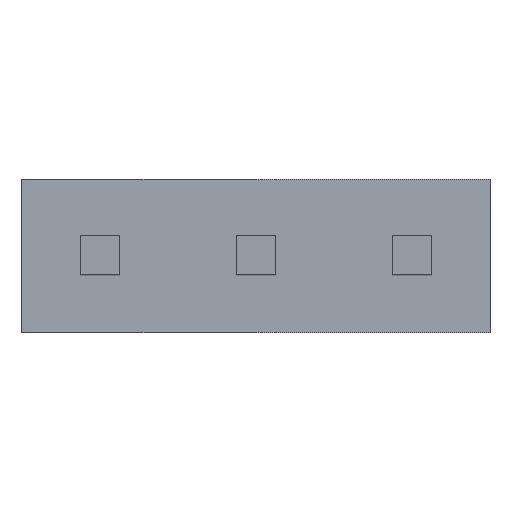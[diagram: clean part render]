
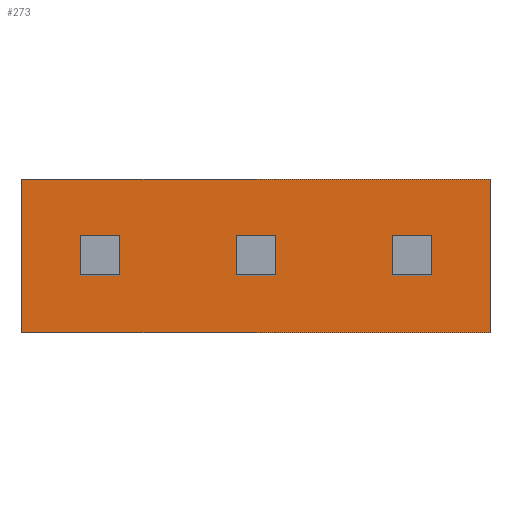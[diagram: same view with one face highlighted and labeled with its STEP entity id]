
A CAD part, top view. The second image highlights one B-rep face of the part: STEP entity #273.
In plain terms, the highlighted planar face has unit normal (0, 0, 1).
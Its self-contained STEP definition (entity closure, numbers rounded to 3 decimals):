
#273=ADVANCED_FACE('',(#553,#555,#557,#559),#561,.T.);
#553=FACE_BOUND('',#554,.T.);
#554=EDGE_LOOP('',(#748,#749,#750,#751));
#555=FACE_BOUND('',#556,.T.);
#556=EDGE_LOOP('',(#752,#753,#754,#755));
#557=FACE_BOUND('',#558,.T.);
#558=EDGE_LOOP('',(#756,#757,#758,#759));
#559=FACE_BOUND('',#560,.T.);
#560=EDGE_LOOP('',(#760,#761,#762,#763));
#561=PLANE('',#562);
#562=AXIS2_PLACEMENT_3D('',#563,#564,#565);
#563=CARTESIAN_POINT('',(0.,0.,5.5));
#564=DIRECTION('',(0.,0.,1.));
#565=DIRECTION('',(1.,0.,0.));
#748=ORIENTED_EDGE('',*,*,#880,.T.);
#749=ORIENTED_EDGE('',*,*,#881,.T.);
#750=ORIENTED_EDGE('',*,*,#882,.T.);
#751=ORIENTED_EDGE('',*,*,#883,.T.);
#752=ORIENTED_EDGE('',*,*,#872,.T.);
#753=ORIENTED_EDGE('',*,*,#852,.T.);
#754=ORIENTED_EDGE('',*,*,#860,.T.);
#755=ORIENTED_EDGE('',*,*,#866,.T.);
#756=ORIENTED_EDGE('',*,*,#848,.T.);
#757=ORIENTED_EDGE('',*,*,#828,.T.);
#758=ORIENTED_EDGE('',*,*,#836,.T.);
#759=ORIENTED_EDGE('',*,*,#842,.T.);
#760=ORIENTED_EDGE('',*,*,#824,.T.);
#761=ORIENTED_EDGE('',*,*,#804,.T.);
#762=ORIENTED_EDGE('',*,*,#812,.T.);
#763=ORIENTED_EDGE('',*,*,#818,.T.);
#804=EDGE_CURVE('',#888,#889,#890,.T.);
#812=EDGE_CURVE('',#889,#904,#905,.T.);
#818=EDGE_CURVE('',#904,#914,#915,.T.);
#824=EDGE_CURVE('',#914,#888,#924,.T.);
#828=EDGE_CURVE('',#928,#929,#930,.T.);
#836=EDGE_CURVE('',#929,#944,#945,.T.);
#842=EDGE_CURVE('',#944,#954,#955,.T.);
#848=EDGE_CURVE('',#954,#928,#964,.T.);
#852=EDGE_CURVE('',#968,#969,#970,.T.);
#860=EDGE_CURVE('',#969,#984,#985,.T.);
#866=EDGE_CURVE('',#984,#994,#995,.T.);
#872=EDGE_CURVE('',#994,#968,#1004,.T.);
#880=EDGE_CURVE('',#1016,#1017,#1018,.T.);
#881=EDGE_CURVE('',#1017,#1019,#1020,.T.);
#882=EDGE_CURVE('',#1019,#1021,#1022,.T.);
#883=EDGE_CURVE('',#1021,#1016,#1023,.T.);
#888=VERTEX_POINT('',#1028);
#889=VERTEX_POINT('',#1029);
#890=LINE('',#1030,#1031);
#904=VERTEX_POINT('',#1060);
#905=LINE('',#1061,#1062);
#914=VERTEX_POINT('',#1082);
#915=LINE('',#1083,#1084);
#924=LINE('',#1104,#1105);
#928=VERTEX_POINT('',#1116);
#929=VERTEX_POINT('',#1117);
#930=LINE('',#1118,#1119);
#944=VERTEX_POINT('',#1148);
#945=LINE('',#1149,#1150);
#954=VERTEX_POINT('',#1170);
#955=LINE('',#1171,#1172);
#964=LINE('',#1192,#1193);
#968=VERTEX_POINT('',#1204);
#969=VERTEX_POINT('',#1205);
#970=LINE('',#1206,#1207);
#984=VERTEX_POINT('',#1236);
#985=LINE('',#1237,#1238);
#994=VERTEX_POINT('',#1258);
#995=LINE('',#1259,#1260);
#1004=LINE('',#1280,#1281);
#1016=VERTEX_POINT('',#1308);
#1017=VERTEX_POINT('',#1309);
#1018=LINE('',#1310,#1311);
#1019=VERTEX_POINT('',#1313);
#1020=LINE('',#1314,#1315);
#1021=VERTEX_POINT('',#1317);
#1022=LINE('',#1318,#1319);
#1023=LINE('',#1321,#1322);
#1028=CARTESIAN_POINT('',(2.86,-0.32,5.5));
#1029=CARTESIAN_POINT('',(2.22,-0.32,5.5));
#1030=CARTESIAN_POINT('',(2.86,-0.32,5.5));
#1031=VECTOR('',#1032,1.);
#1032=DIRECTION('',(-1.,0.,0.));
#1060=CARTESIAN_POINT('',(2.22,0.32,5.5));
#1061=CARTESIAN_POINT('',(2.22,-0.32,5.5));
#1062=VECTOR('',#1063,1.);
#1063=DIRECTION('',(0.,1.,0.));
#1082=CARTESIAN_POINT('',(2.86,0.32,5.5));
#1083=CARTESIAN_POINT('',(2.22,0.32,5.5));
#1084=VECTOR('',#1085,1.);
#1085=DIRECTION('',(1.,0.,0.));
#1104=CARTESIAN_POINT('',(2.86,0.32,5.5));
#1105=VECTOR('',#1106,1.);
#1106=DIRECTION('',(0.,-1.,0.));
#1116=CARTESIAN_POINT('',(0.32,-0.32,5.5));
#1117=CARTESIAN_POINT('',(-0.32,-0.32,5.5));
#1118=CARTESIAN_POINT('',(0.32,-0.32,5.5));
#1119=VECTOR('',#1120,1.);
#1120=DIRECTION('',(-1.,0.,0.));
#1148=CARTESIAN_POINT('',(-0.32,0.32,5.5));
#1149=CARTESIAN_POINT('',(-0.32,-0.32,5.5));
#1150=VECTOR('',#1151,1.);
#1151=DIRECTION('',(0.,1.,0.));
#1170=CARTESIAN_POINT('',(0.32,0.32,5.5));
#1171=CARTESIAN_POINT('',(-0.32,0.32,5.5));
#1172=VECTOR('',#1173,1.);
#1173=DIRECTION('',(1.,0.,0.));
#1192=CARTESIAN_POINT('',(0.32,0.32,5.5));
#1193=VECTOR('',#1194,1.);
#1194=DIRECTION('',(0.,-1.,0.));
#1204=CARTESIAN_POINT('',(5.4,-0.32,5.5));
#1205=CARTESIAN_POINT('',(4.76,-0.32,5.5));
#1206=CARTESIAN_POINT('',(5.4,-0.32,5.5));
#1207=VECTOR('',#1208,1.);
#1208=DIRECTION('',(-1.,0.,0.));
#1236=CARTESIAN_POINT('',(4.76,0.32,5.5));
#1237=CARTESIAN_POINT('',(4.76,-0.32,5.5));
#1238=VECTOR('',#1239,1.);
#1239=DIRECTION('',(0.,1.,0.));
#1258=CARTESIAN_POINT('',(5.4,0.32,5.5));
#1259=CARTESIAN_POINT('',(4.76,0.32,5.5));
#1260=VECTOR('',#1261,1.);
#1261=DIRECTION('',(1.,0.,0.));
#1280=CARTESIAN_POINT('',(5.4,0.32,5.5));
#1281=VECTOR('',#1282,1.);
#1282=DIRECTION('',(0.,-1.,0.));
#1308=CARTESIAN_POINT('',(6.35,-1.25,5.5));
#1309=CARTESIAN_POINT('',(6.35,1.25,5.5));
#1310=CARTESIAN_POINT('',(6.35,-1.25,5.5));
#1311=VECTOR('',#1312,1.);
#1312=DIRECTION('',(0.,1.,0.));
#1313=CARTESIAN_POINT('',(-1.27,1.25,5.5));
#1314=CARTESIAN_POINT('',(6.35,1.25,5.5));
#1315=VECTOR('',#1316,1.);
#1316=DIRECTION('',(-1.,0.,0.));
#1317=CARTESIAN_POINT('',(-1.27,-1.25,5.5));
#1318=CARTESIAN_POINT('',(-1.27,1.25,5.5));
#1319=VECTOR('',#1320,1.);
#1320=DIRECTION('',(0.,-1.,0.));
#1321=CARTESIAN_POINT('',(-1.27,-1.25,5.5));
#1322=VECTOR('',#1323,1.);
#1323=DIRECTION('',(1.,0.,0.));
